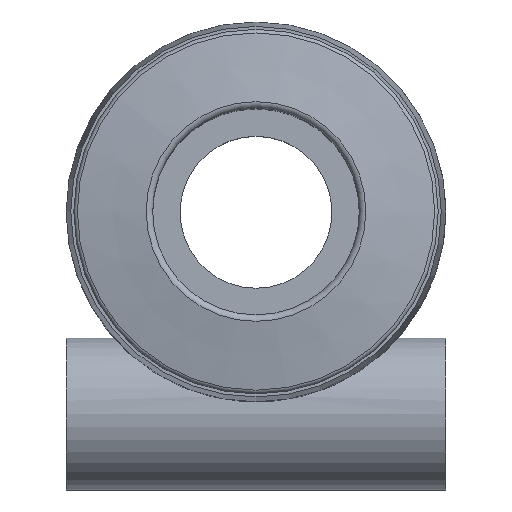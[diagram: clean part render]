
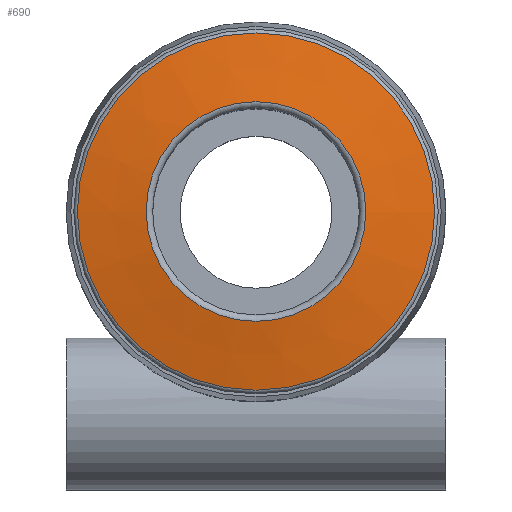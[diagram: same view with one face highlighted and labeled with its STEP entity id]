
A CAD part, top view. The second image highlights one B-rep face of the part: STEP entity #690.
In plain terms, the highlighted conical face has half-angle 80 degrees and reference radius 5.062 mm.
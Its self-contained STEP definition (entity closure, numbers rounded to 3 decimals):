
#64=ORIENTED_EDGE('',*,*,#146,.F.);
#65=ORIENTED_EDGE('',*,*,#147,.T.);
#146=EDGE_CURVE('',#186,#186,#224,.T.);
#147=EDGE_CURVE('',#187,#187,#225,.T.);
#186=VERTEX_POINT('',#1020);
#187=VERTEX_POINT('',#1022);
#224=CIRCLE('',#738,8.235);
#225=CIRCLE('',#739,5.063);
#263=EDGE_LOOP('',(#64));
#264=EDGE_LOOP('',(#65));
#339=FACE_BOUND('',#263,.T.);
#340=FACE_BOUND('',#264,.T.);
#412=CONICAL_SURFACE('',#737,5.063,1.396);
#690=ADVANCED_FACE('',(#339,#340),#412,.T.);
#737=AXIS2_PLACEMENT_3D('',#1018,#822,#823);
#738=AXIS2_PLACEMENT_3D('',#1019,#824,#825);
#739=AXIS2_PLACEMENT_3D('',#1021,#826,#827);
#822=DIRECTION('',(0.,0.,-1.));
#823=DIRECTION('',(-1.,0.,0.));
#824=DIRECTION('',(0.,0.,-1.));
#825=DIRECTION('',(-1.,0.,0.));
#826=DIRECTION('',(0.,0.,-1.));
#827=DIRECTION('',(-1.,0.,0.));
#1018=CARTESIAN_POINT('',(0.,0.,21.2));
#1019=CARTESIAN_POINT('',(0.,0.,20.641));
#1020=CARTESIAN_POINT('',(-8.235,0.,20.641));
#1021=CARTESIAN_POINT('',(0.,0.,21.2));
#1022=CARTESIAN_POINT('',(-5.063,0.,21.2));
